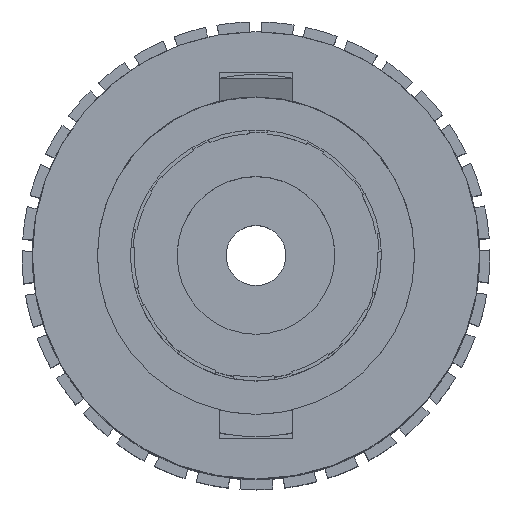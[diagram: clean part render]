
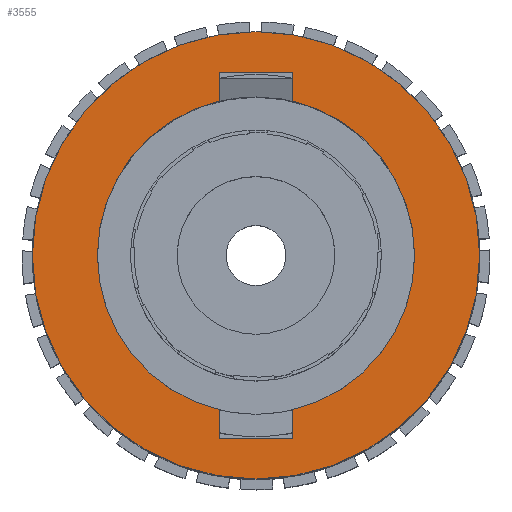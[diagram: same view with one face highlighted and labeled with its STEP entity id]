
A CAD part, top view. The second image highlights one B-rep face of the part: STEP entity #3555.
In plain terms, the highlighted planar face has unit normal (0, 0, 1).
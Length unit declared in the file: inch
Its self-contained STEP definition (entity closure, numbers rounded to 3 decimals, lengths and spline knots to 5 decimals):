
#44 = CARTESIAN_POINT ( 'NONE',  ( 0., 0.225, 0. ) ) ;
#50 = LINE ( 'NONE', #4191, #9643 ) ;
#131 = LINE ( 'NONE', #8109, #5919 ) ;
#166 = DIRECTION ( 'NONE',  ( 0., -1., 0. ) ) ;
#179 = ORIENTED_EDGE ( 'NONE', *, *, #8351, .T. ) ;
#197 = DIRECTION ( 'NONE',  ( 0., 0., -1. ) ) ;
#239 = VERTEX_POINT ( 'NONE', #4131 ) ;
#458 = LINE ( 'NONE', #2894, #6241 ) ;
#630 = LINE ( 'NONE', #5929, #8440 ) ;
#736 = CARTESIAN_POINT ( 'NONE',  ( 0., -0.275, 0. ) ) ;
#786 = DIRECTION ( 'NONE',  ( -1., 0., 0. ) ) ;
#797 = DIRECTION ( 'NONE',  ( 0., 0., -1. ) ) ;
#1073 = DIRECTION ( 'NONE',  ( 0., 0., -1. ) ) ;
#1126 = CARTESIAN_POINT ( 'NONE',  ( -0.045, -0.225, 0. ) ) ;
#1307 = VERTEX_POINT ( 'NONE', #1126 ) ;
#1409 = FACE_BOUND ( 'NONE', #8647, .T. ) ;
#1892 = EDGE_CURVE ( 'NONE', #8726, #2075, #8180, .T. ) ;
#1960 = VERTEX_POINT ( 'NONE', #9085 ) ;
#2075 = VERTEX_POINT ( 'NONE', #5260 ) ;
#2150 = VECTOR ( 'NONE', #5821, 39.37008 ) ;
#2219 = DIRECTION ( 'NONE',  ( 0., 0., -1. ) ) ;
#2454 = PLANE ( 'NONE',  #6245 ) ;
#2468 = ORIENTED_EDGE ( 'NONE', *, *, #4842, .F. ) ;
#2890 = ORIENTED_EDGE ( 'NONE', *, *, #5691, .T. ) ;
#2894 = CARTESIAN_POINT ( 'NONE',  ( 0.045, 0.195, 0. ) ) ;
#2962 = ORIENTED_EDGE ( 'NONE', *, *, #7855, .F. ) ;
#3027 = EDGE_CURVE ( 'NONE', #1307, #239, #131, .T. ) ;
#3028 = EDGE_CURVE ( 'NONE', #8726, #1307, #4124, .T. ) ;
#3555 = ADVANCED_FACE ( 'NONE', ( #1409, #9710 ), #2454, .F. ) ;
#3788 = CARTESIAN_POINT ( 'NONE',  ( 0.045, 0.18974, 0. ) ) ;
#4074 = ORIENTED_EDGE ( 'NONE', *, *, #3027, .F. ) ;
#4124 = LINE ( 'NONE', #4306, #2150 ) ;
#4130 = VERTEX_POINT ( 'NONE', #5914 ) ;
#4131 = CARTESIAN_POINT ( 'NONE',  ( 0.045, -0.225, 0. ) ) ;
#4191 = CARTESIAN_POINT ( 'NONE',  ( 0.045, 0.195, 0. ) ) ;
#4229 = VERTEX_POINT ( 'NONE', #3788 ) ;
#4306 = CARTESIAN_POINT ( 'NONE',  ( -0.045, 0.195, 0. ) ) ;
#4319 = EDGE_CURVE ( 'NONE', #9684, #1960, #6491, .T. ) ;
#4666 = DIRECTION ( 'NONE',  ( 0., 0., -1. ) ) ;
#4842 = EDGE_CURVE ( 'NONE', #239, #6465, #458, .T. ) ;
#4950 = CARTESIAN_POINT ( 'NONE',  ( -0.045, -0.18974, 0. ) ) ;
#5260 = CARTESIAN_POINT ( 'NONE',  ( -0.045, 0.18974, 0. ) ) ;
#5329 = CARTESIAN_POINT ( 'NONE',  ( 0., 0., 0. ) ) ;
#5472 = DIRECTION ( 'NONE',  ( 0., 1., 0. ) ) ;
#5594 = CARTESIAN_POINT ( 'NONE',  ( 0., 0., 0. ) ) ;
#5691 = EDGE_CURVE ( 'NONE', #4229, #6465, #9196, .T. ) ;
#5821 = DIRECTION ( 'NONE',  ( 0., -1., 0. ) ) ;
#5914 = CARTESIAN_POINT ( 'NONE',  ( 0.045, 0.225, 0. ) ) ;
#5919 = VECTOR ( 'NONE', #8871, 39.37008 ) ;
#5926 = ORIENTED_EDGE ( 'NONE', *, *, #8212, .F. ) ;
#5929 = CARTESIAN_POINT ( 'NONE',  ( -0.045, 0.225, 0. ) ) ;
#6089 = DIRECTION ( 'NONE',  ( 0., -1., 0. ) ) ;
#6241 = VECTOR ( 'NONE', #7389, 39.37008 ) ;
#6245 = AXIS2_PLACEMENT_3D ( 'NONE', #8493, #197, #5472 ) ;
#6355 = DIRECTION ( 'NONE',  ( 0., -1., 0. ) ) ;
#6465 = VERTEX_POINT ( 'NONE', #8384 ) ;
#6491 = CIRCLE ( 'NONE', #9523, 0.275 ) ;
#6555 = AXIS2_PLACEMENT_3D ( 'NONE', #6718, #2219, #7483 ) ;
#6718 = CARTESIAN_POINT ( 'NONE',  ( 0., 0., 0. ) ) ;
#6912 = EDGE_LOOP ( 'NONE', ( #8361, #2962 ) ) ;
#7237 = CIRCLE ( 'NONE', #8333, 0.275 ) ;
#7389 = DIRECTION ( 'NONE',  ( 0., 1., 0. ) ) ;
#7429 = DIRECTION ( 'NONE',  ( 0., 1., 0. ) ) ;
#7483 = DIRECTION ( 'NONE',  ( 0., -1., 0. ) ) ;
#7661 = ORIENTED_EDGE ( 'NONE', *, *, #1892, .T. ) ;
#7713 = LINE ( 'NONE', #44, #9277 ) ;
#7855 = EDGE_CURVE ( 'NONE', #1960, #9684, #7237, .T. ) ;
#7857 = AXIS2_PLACEMENT_3D ( 'NONE', #5594, #1073, #6355 ) ;
#8109 = CARTESIAN_POINT ( 'NONE',  ( 0., -0.225, 0. ) ) ;
#8115 = ORIENTED_EDGE ( 'NONE', *, *, #3028, .F. ) ;
#8180 = CIRCLE ( 'NONE', #6555, 0.195 ) ;
#8212 = EDGE_CURVE ( 'NONE', #4229, #4130, #50, .T. ) ;
#8333 = AXIS2_PLACEMENT_3D ( 'NONE', #5329, #797, #6089 ) ;
#8337 = VERTEX_POINT ( 'NONE', #9678 ) ;
#8351 = EDGE_CURVE ( 'NONE', #2075, #8337, #630, .T. ) ;
#8361 = ORIENTED_EDGE ( 'NONE', *, *, #4319, .F. ) ;
#8384 = CARTESIAN_POINT ( 'NONE',  ( 0.045, -0.18974, 0. ) ) ;
#8440 = VECTOR ( 'NONE', #7429, 39.37008 ) ;
#8474 = EDGE_CURVE ( 'NONE', #4130, #8337, #7713, .T. ) ;
#8493 = CARTESIAN_POINT ( 'NONE',  ( 0., 0.195, 0. ) ) ;
#8647 = EDGE_LOOP ( 'NONE', ( #9711, #5926, #2890, #2468, #4074, #8115, #7661, #179 ) ) ;
#8726 = VERTEX_POINT ( 'NONE', #4950 ) ;
#8871 = DIRECTION ( 'NONE',  ( 1., 0., 0. ) ) ;
#9085 = CARTESIAN_POINT ( 'NONE',  ( 0., 0.275, 0. ) ) ;
#9196 = CIRCLE ( 'NONE', #7857, 0.195 ) ;
#9216 = CARTESIAN_POINT ( 'NONE',  ( 0., 0., 0. ) ) ;
#9277 = VECTOR ( 'NONE', #786, 39.37008 ) ;
#9517 = DIRECTION ( 'NONE',  ( 0., 1., 0. ) ) ;
#9523 = AXIS2_PLACEMENT_3D ( 'NONE', #9216, #4666, #166 ) ;
#9643 = VECTOR ( 'NONE', #9517, 39.37008 ) ;
#9678 = CARTESIAN_POINT ( 'NONE',  ( -0.045, 0.225, 0. ) ) ;
#9684 = VERTEX_POINT ( 'NONE', #736 ) ;
#9710 = FACE_OUTER_BOUND ( 'NONE', #6912, .T. ) ;
#9711 = ORIENTED_EDGE ( 'NONE', *, *, #8474, .F. ) ;
